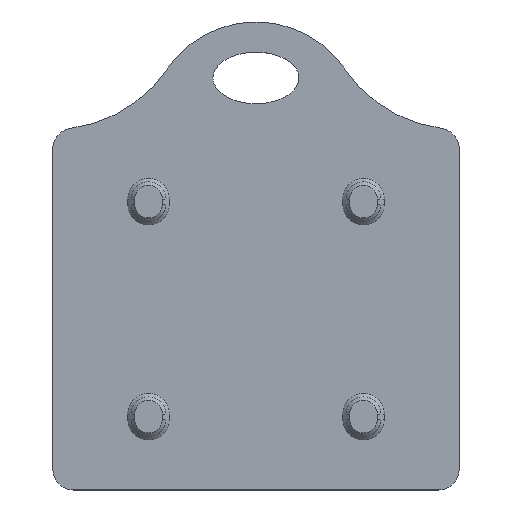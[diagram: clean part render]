
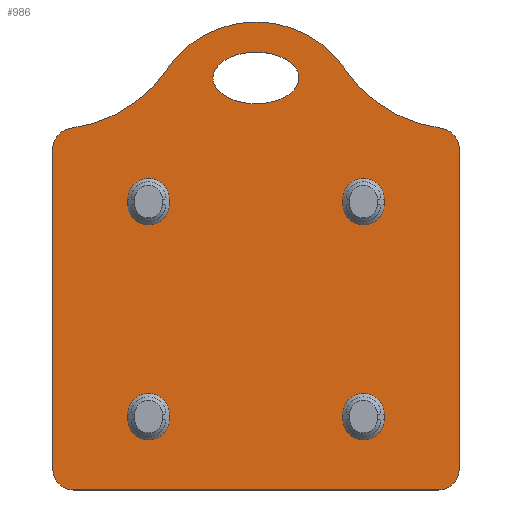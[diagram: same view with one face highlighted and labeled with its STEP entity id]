
A CAD part, top view. The second image highlights one B-rep face of the part: STEP entity #986.
In plain terms, the highlighted planar face has unit normal (0, 0, 1).
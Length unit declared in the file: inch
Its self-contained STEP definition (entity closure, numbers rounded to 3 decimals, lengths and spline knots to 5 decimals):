
#32=FACE_BOUND('',#140,.T.);
#33=FACE_BOUND('',#141,.T.);
#34=FACE_BOUND('',#142,.T.);
#35=FACE_BOUND('',#143,.T.);
#36=FACE_BOUND('',#144,.T.);
#38=ELLIPSE('',#1082,0.125,0.075);
#40=PLANE('',#1075);
#74=FACE_OUTER_BOUND('',#139,.T.);
#139=EDGE_LOOP('',(#684,#685,#686,#687,#688,#689,#690,#691,#692,#693));
#140=EDGE_LOOP('',(#694));
#141=EDGE_LOOP('',(#695,#696,#697,#698));
#142=EDGE_LOOP('',(#699,#700,#701,#702));
#143=EDGE_LOOP('',(#703,#704,#705,#706));
#144=EDGE_LOOP('',(#707,#708,#709,#710));
#211=LINE('',#1519,#308);
#212=LINE('',#1523,#309);
#213=LINE('',#1534,#310);
#214=LINE('',#1539,#311);
#215=LINE('',#1543,#312);
#216=LINE('',#1547,#313);
#217=LINE('',#1551,#314);
#218=LINE('',#1555,#315);
#219=LINE('',#1559,#316);
#220=LINE('',#1563,#317);
#221=LINE('',#1567,#318);
#308=VECTOR('',#1196,0.3937);
#309=VECTOR('',#1199,0.3937);
#310=VECTOR('',#1210,0.3937);
#311=VECTOR('',#1213,0.3937);
#312=VECTOR('',#1216,0.3937);
#313=VECTOR('',#1219,0.3937);
#314=VECTOR('',#1222,0.3937);
#315=VECTOR('',#1225,0.3937);
#316=VECTOR('',#1228,0.3937);
#317=VECTOR('',#1231,0.3937);
#318=VECTOR('',#1234,0.3937);
#403=CIRCLE('',#1073,0.06);
#405=CIRCLE('',#1076,0.06);
#406=CIRCLE('',#1077,0.06);
#407=CIRCLE('',#1078,0.40175);
#408=CIRCLE('',#1079,0.3125);
#409=CIRCLE('',#1080,0.40175);
#410=CIRCLE('',#1081,0.06);
#411=CIRCLE('',#1083,0.06);
#412=CIRCLE('',#1084,0.06);
#413=CIRCLE('',#1085,0.06);
#414=CIRCLE('',#1086,0.06);
#415=CIRCLE('',#1087,0.06);
#416=CIRCLE('',#1088,0.06);
#417=CIRCLE('',#1089,0.06);
#418=CIRCLE('',#1090,0.06);
#449=VERTEX_POINT('',#1509);
#450=VERTEX_POINT('',#1510);
#453=VERTEX_POINT('',#1518);
#454=VERTEX_POINT('',#1520);
#455=VERTEX_POINT('',#1522);
#456=VERTEX_POINT('',#1524);
#457=VERTEX_POINT('',#1526);
#458=VERTEX_POINT('',#1528);
#459=VERTEX_POINT('',#1530);
#460=VERTEX_POINT('',#1532);
#461=VERTEX_POINT('',#1535);
#462=VERTEX_POINT('',#1537);
#463=VERTEX_POINT('',#1538);
#464=VERTEX_POINT('',#1540);
#465=VERTEX_POINT('',#1542);
#466=VERTEX_POINT('',#1545);
#467=VERTEX_POINT('',#1546);
#468=VERTEX_POINT('',#1548);
#469=VERTEX_POINT('',#1550);
#470=VERTEX_POINT('',#1553);
#471=VERTEX_POINT('',#1554);
#472=VERTEX_POINT('',#1556);
#473=VERTEX_POINT('',#1558);
#474=VERTEX_POINT('',#1561);
#475=VERTEX_POINT('',#1562);
#476=VERTEX_POINT('',#1564);
#477=VERTEX_POINT('',#1566);
#535=EDGE_CURVE('',#449,#450,#403,.T.);
#539=EDGE_CURVE('',#453,#449,#211,.T.);
#540=EDGE_CURVE('',#454,#453,#405,.T.);
#541=EDGE_CURVE('',#455,#454,#212,.T.);
#542=EDGE_CURVE('',#456,#455,#406,.T.);
#543=EDGE_CURVE('',#456,#457,#407,.T.);
#544=EDGE_CURVE('',#457,#458,#408,.T.);
#545=EDGE_CURVE('',#458,#459,#409,.T.);
#546=EDGE_CURVE('',#460,#459,#410,.T.);
#547=EDGE_CURVE('',#450,#460,#213,.T.);
#548=EDGE_CURVE('',#461,#461,#38,.T.);
#549=EDGE_CURVE('',#462,#463,#214,.T.);
#550=EDGE_CURVE('',#464,#462,#411,.T.);
#551=EDGE_CURVE('',#465,#464,#215,.T.);
#552=EDGE_CURVE('',#463,#465,#412,.T.);
#553=EDGE_CURVE('',#466,#467,#216,.T.);
#554=EDGE_CURVE('',#468,#466,#413,.T.);
#555=EDGE_CURVE('',#469,#468,#217,.T.);
#556=EDGE_CURVE('',#467,#469,#414,.T.);
#557=EDGE_CURVE('',#470,#471,#218,.T.);
#558=EDGE_CURVE('',#472,#470,#415,.T.);
#559=EDGE_CURVE('',#473,#472,#219,.T.);
#560=EDGE_CURVE('',#471,#473,#416,.T.);
#561=EDGE_CURVE('',#474,#475,#220,.T.);
#562=EDGE_CURVE('',#476,#474,#417,.T.);
#563=EDGE_CURVE('',#477,#476,#221,.T.);
#564=EDGE_CURVE('',#475,#477,#418,.T.);
#684=ORIENTED_EDGE('',*,*,#535,.F.);
#685=ORIENTED_EDGE('',*,*,#539,.F.);
#686=ORIENTED_EDGE('',*,*,#540,.F.);
#687=ORIENTED_EDGE('',*,*,#541,.F.);
#688=ORIENTED_EDGE('',*,*,#542,.F.);
#689=ORIENTED_EDGE('',*,*,#543,.T.);
#690=ORIENTED_EDGE('',*,*,#544,.T.);
#691=ORIENTED_EDGE('',*,*,#545,.T.);
#692=ORIENTED_EDGE('',*,*,#546,.F.);
#693=ORIENTED_EDGE('',*,*,#547,.F.);
#694=ORIENTED_EDGE('',*,*,#548,.T.);
#695=ORIENTED_EDGE('',*,*,#549,.F.);
#696=ORIENTED_EDGE('',*,*,#550,.F.);
#697=ORIENTED_EDGE('',*,*,#551,.F.);
#698=ORIENTED_EDGE('',*,*,#552,.F.);
#699=ORIENTED_EDGE('',*,*,#553,.F.);
#700=ORIENTED_EDGE('',*,*,#554,.F.);
#701=ORIENTED_EDGE('',*,*,#555,.F.);
#702=ORIENTED_EDGE('',*,*,#556,.F.);
#703=ORIENTED_EDGE('',*,*,#557,.F.);
#704=ORIENTED_EDGE('',*,*,#558,.F.);
#705=ORIENTED_EDGE('',*,*,#559,.F.);
#706=ORIENTED_EDGE('',*,*,#560,.F.);
#707=ORIENTED_EDGE('',*,*,#561,.F.);
#708=ORIENTED_EDGE('',*,*,#562,.F.);
#709=ORIENTED_EDGE('',*,*,#563,.F.);
#710=ORIENTED_EDGE('',*,*,#564,.F.);
#986=ADVANCED_FACE('',(#74,#32,#33,#34,#35,#36),#40,.T.);
#1073=AXIS2_PLACEMENT_3D('',#1511,#1188,#1189);
#1075=AXIS2_PLACEMENT_3D('',#1517,#1194,#1195);
#1076=AXIS2_PLACEMENT_3D('',#1521,#1197,#1198);
#1077=AXIS2_PLACEMENT_3D('',#1525,#1200,#1201);
#1078=AXIS2_PLACEMENT_3D('',#1527,#1202,#1203);
#1079=AXIS2_PLACEMENT_3D('',#1529,#1204,#1205);
#1080=AXIS2_PLACEMENT_3D('',#1531,#1206,#1207);
#1081=AXIS2_PLACEMENT_3D('',#1533,#1208,#1209);
#1082=AXIS2_PLACEMENT_3D('',#1536,#1211,#1212);
#1083=AXIS2_PLACEMENT_3D('',#1541,#1214,#1215);
#1084=AXIS2_PLACEMENT_3D('',#1544,#1217,#1218);
#1085=AXIS2_PLACEMENT_3D('',#1549,#1220,#1221);
#1086=AXIS2_PLACEMENT_3D('',#1552,#1223,#1224);
#1087=AXIS2_PLACEMENT_3D('',#1557,#1226,#1227);
#1088=AXIS2_PLACEMENT_3D('',#1560,#1229,#1230);
#1089=AXIS2_PLACEMENT_3D('',#1565,#1232,#1233);
#1090=AXIS2_PLACEMENT_3D('',#1568,#1235,#1236);
#1188=DIRECTION('center_axis',(0.,0.,-1.));
#1189=DIRECTION('ref_axis',(-0.707,-0.707,0.));
#1194=DIRECTION('center_axis',(0.,0.,1.));
#1195=DIRECTION('ref_axis',(0.,-1.,0.));
#1196=DIRECTION('',(-1.,0.,0.));
#1197=DIRECTION('center_axis',(0.,0.,-1.));
#1198=DIRECTION('ref_axis',(0.707,-0.707,0.));
#1199=DIRECTION('',(0.,-1.,0.));
#1200=DIRECTION('center_axis',(0.,0.,-1.));
#1201=DIRECTION('ref_axis',(0.752,0.66,0.));
#1202=DIRECTION('center_axis',(0.,0.,-1.));
#1203=DIRECTION('ref_axis',(0.827,0.562,0.));
#1204=DIRECTION('center_axis',(0.,0.,1.));
#1205=DIRECTION('ref_axis',(0.827,0.562,0.));
#1206=DIRECTION('center_axis',(0.,0.,-1.));
#1207=DIRECTION('ref_axis',(0.,1.,0.));
#1208=DIRECTION('center_axis',(0.,0.,-1.));
#1209=DIRECTION('ref_axis',(-0.752,0.66,0.));
#1210=DIRECTION('',(0.,1.,0.));
#1211=DIRECTION('center_axis',(0.,0.,-1.));
#1212=DIRECTION('ref_axis',(1.,0.,0.));
#1213=DIRECTION('',(0.,1.,0.));
#1214=DIRECTION('center_axis',(0.,0.,1.));
#1215=DIRECTION('ref_axis',(-1.,0.,0.));
#1216=DIRECTION('',(0.,-1.,0.));
#1217=DIRECTION('center_axis',(0.,0.,1.));
#1218=DIRECTION('ref_axis',(1.,0.,0.));
#1219=DIRECTION('',(0.,1.,0.));
#1220=DIRECTION('center_axis',(0.,0.,1.));
#1221=DIRECTION('ref_axis',(-1.,0.,0.));
#1222=DIRECTION('',(0.,-1.,0.));
#1223=DIRECTION('center_axis',(0.,0.,1.));
#1224=DIRECTION('ref_axis',(1.,0.,0.));
#1225=DIRECTION('',(0.,1.,0.));
#1226=DIRECTION('center_axis',(0.,0.,1.));
#1227=DIRECTION('ref_axis',(-1.,0.,0.));
#1228=DIRECTION('',(0.,-1.,0.));
#1229=DIRECTION('center_axis',(0.,0.,1.));
#1230=DIRECTION('ref_axis',(1.,0.,0.));
#1231=DIRECTION('',(0.,1.,0.));
#1232=DIRECTION('center_axis',(0.,0.,1.));
#1233=DIRECTION('ref_axis',(-1.,0.,0.));
#1234=DIRECTION('',(0.,-1.,0.));
#1235=DIRECTION('center_axis',(0.,0.,1.));
#1236=DIRECTION('ref_axis',(1.,0.,0.));
#1509=CARTESIAN_POINT('',(-0.53055,-0.52543,0.125));
#1510=CARTESIAN_POINT('',(-0.59055,-0.46543,0.125));
#1511=CARTESIAN_POINT('Origin',(-0.53055,-0.46543,0.125));
#1517=CARTESIAN_POINT('Origin',(0.,0.52213,0.125));
#1518=CARTESIAN_POINT('',(0.53055,-0.52543,0.125));
#1519=CARTESIAN_POINT('',(0.,-0.52543,0.125));
#1520=CARTESIAN_POINT('',(0.59055,-0.46543,0.125));
#1521=CARTESIAN_POINT('Origin',(0.53055,-0.46543,0.125));
#1522=CARTESIAN_POINT('',(0.59055,0.46604,0.125));
#1523=CARTESIAN_POINT('',(0.59055,0.52213,0.125));
#1524=CARTESIAN_POINT('',(0.53835,0.52553,0.125));
#1525=CARTESIAN_POINT('Origin',(0.53055,0.46604,0.125));
#1526=CARTESIAN_POINT('',(0.25838,0.6979,0.125));
#1527=CARTESIAN_POINT('Origin',(0.59055,0.92388,0.125));
#1528=CARTESIAN_POINT('',(-0.25838,0.6979,0.125));
#1529=CARTESIAN_POINT('Origin',(0.,0.52213,0.125));
#1530=CARTESIAN_POINT('',(-0.53835,0.52553,0.125));
#1531=CARTESIAN_POINT('Origin',(-0.59055,0.92388,0.125));
#1532=CARTESIAN_POINT('',(-0.59055,0.46604,0.125));
#1533=CARTESIAN_POINT('Origin',(-0.53055,0.46604,0.125));
#1534=CARTESIAN_POINT('',(-0.59055,0.52213,0.125));
#1535=CARTESIAN_POINT('',(-0.125,0.67213,0.125));
#1536=CARTESIAN_POINT('Origin',(0.,0.67213,0.125));
#1537=CARTESIAN_POINT('',(-0.2525,0.305,0.125));
#1538=CARTESIAN_POINT('',(-0.2525,0.32,0.125));
#1539=CARTESIAN_POINT('',(-0.2525,0.41356,0.125));
#1540=CARTESIAN_POINT('',(-0.3725,0.305,0.125));
#1541=CARTESIAN_POINT('Origin',(-0.3125,0.305,0.125));
#1542=CARTESIAN_POINT('',(-0.3725,0.32,0.125));
#1543=CARTESIAN_POINT('',(-0.3725,0.42106,0.125));
#1544=CARTESIAN_POINT('Origin',(-0.3125,0.32,0.125));
#1545=CARTESIAN_POINT('',(0.3725,0.305,0.125));
#1546=CARTESIAN_POINT('',(0.3725,0.32,0.125));
#1547=CARTESIAN_POINT('',(0.3725,0.41356,0.125));
#1548=CARTESIAN_POINT('',(0.2525,0.305,0.125));
#1549=CARTESIAN_POINT('Origin',(0.3125,0.305,0.125));
#1550=CARTESIAN_POINT('',(0.2525,0.32,0.125));
#1551=CARTESIAN_POINT('',(0.2525,0.42106,0.125));
#1552=CARTESIAN_POINT('Origin',(0.3125,0.32,0.125));
#1553=CARTESIAN_POINT('',(0.3725,-0.32,0.125));
#1554=CARTESIAN_POINT('',(0.3725,-0.305,0.125));
#1555=CARTESIAN_POINT('',(0.3725,0.10106,0.125));
#1556=CARTESIAN_POINT('',(0.2525,-0.32,0.125));
#1557=CARTESIAN_POINT('Origin',(0.3125,-0.32,0.125));
#1558=CARTESIAN_POINT('',(0.2525,-0.305,0.125));
#1559=CARTESIAN_POINT('',(0.2525,0.10856,0.125));
#1560=CARTESIAN_POINT('Origin',(0.3125,-0.305,0.125));
#1561=CARTESIAN_POINT('',(-0.2525,-0.32,0.125));
#1562=CARTESIAN_POINT('',(-0.2525,-0.305,0.125));
#1563=CARTESIAN_POINT('',(-0.2525,0.10106,0.125));
#1564=CARTESIAN_POINT('',(-0.3725,-0.32,0.125));
#1565=CARTESIAN_POINT('Origin',(-0.3125,-0.32,0.125));
#1566=CARTESIAN_POINT('',(-0.3725,-0.305,0.125));
#1567=CARTESIAN_POINT('',(-0.3725,0.10856,0.125));
#1568=CARTESIAN_POINT('Origin',(-0.3125,-0.305,0.125));
